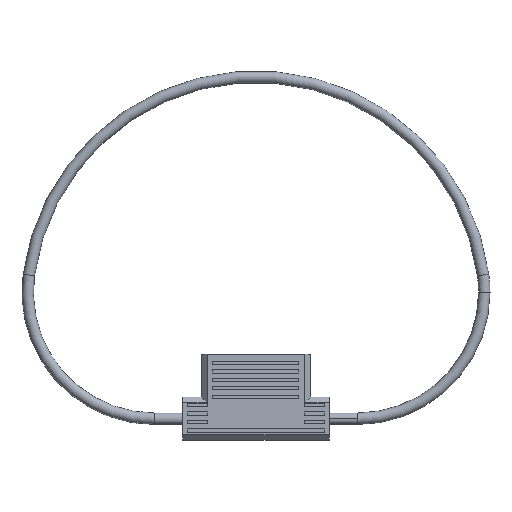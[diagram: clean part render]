
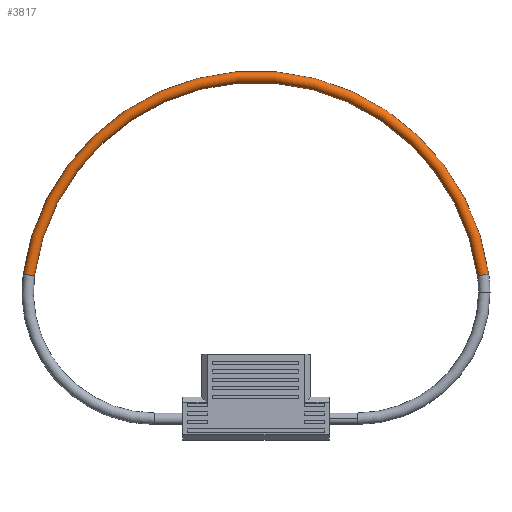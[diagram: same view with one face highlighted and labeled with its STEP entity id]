
A CAD part, top view. The second image highlights one B-rep face of the part: STEP entity #3817.
In plain terms, the highlighted toroidal (fillet/blend) face has major radius 40.62 mm and minor radius 1.015 mm.
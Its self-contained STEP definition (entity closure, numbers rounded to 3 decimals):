
#6 = DIRECTION ( 'NONE',  ( 0., 0., -1. ) ) ;
#13 = EDGE_CURVE ( 'NONE', #1853, #2969, #1499, .T. ) ;
#62 = CARTESIAN_POINT ( 'NONE',  ( 41.254, 25.623, 0. ) ) ;
#365 = CARTESIAN_POINT ( 'NONE',  ( 0., 20., 0. ) ) ;
#420 = AXIS2_PLACEMENT_3D ( 'NONE', #3266, #3978, #1812 ) ;
#500 = EDGE_LOOP ( 'NONE', ( #2693, #3937, #4566, #3733 ) ) ;
#561 = AXIS2_PLACEMENT_3D ( 'NONE', #4388, #2227, #6 ) ;
#842 = CIRCLE ( 'NONE', #561, 1.015 ) ;
#883 = EDGE_CURVE ( 'NONE', #2691, #2969, #4266, .T. ) ;
#1384 = CIRCLE ( 'NONE', #3197, 39.605 ) ;
#1499 = CIRCLE ( 'NONE', #1677, 41.635 ) ;
#1651 = DIRECTION ( 'NONE',  ( 0., 0., 1. ) ) ;
#1677 = AXIS2_PLACEMENT_3D ( 'NONE', #365, #2901, #3255 ) ;
#1768 = CARTESIAN_POINT ( 'NONE',  ( -41.254, 25.623, 0. ) ) ;
#1812 = DIRECTION ( 'NONE',  ( 1., 0., 0. ) ) ;
#1853 = VERTEX_POINT ( 'NONE', #62 ) ;
#1895 = EDGE_CURVE ( 'NONE', #3308, #1853, #842, .T. ) ;
#2115 = AXIS2_PLACEMENT_3D ( 'NONE', #2502, #4627, #4272 ) ;
#2227 = DIRECTION ( 'NONE',  ( -0.135, 0.991, 0. ) ) ;
#2352 = FACE_OUTER_BOUND ( 'NONE', #500, .T. ) ;
#2395 = DIRECTION ( 'NONE',  ( 1., 0., 0. ) ) ;
#2502 = CARTESIAN_POINT ( 'NONE',  ( -40.248, 25.486, 0. ) ) ;
#2691 = VERTEX_POINT ( 'NONE', #4493 ) ;
#2693 = ORIENTED_EDGE ( 'NONE', *, *, #1895, .T. ) ;
#2722 = CARTESIAN_POINT ( 'NONE',  ( 0., 20., 0. ) ) ;
#2816 = EDGE_CURVE ( 'NONE', #3308, #2691, #1384, .T. ) ;
#2901 = DIRECTION ( 'NONE',  ( 0., 0., 1. ) ) ;
#2969 = VERTEX_POINT ( 'NONE', #1768 ) ;
#3197 = AXIS2_PLACEMENT_3D ( 'NONE', #2722, #1651, #2395 ) ;
#3255 = DIRECTION ( 'NONE',  ( 1., 0., 0. ) ) ;
#3266 = CARTESIAN_POINT ( 'NONE',  ( 0., 20., 0. ) ) ;
#3308 = VERTEX_POINT ( 'NONE', #3371 ) ;
#3371 = CARTESIAN_POINT ( 'NONE',  ( 39.242, 25.349, 0. ) ) ;
#3688 = TOROIDAL_SURFACE ( 'NONE', #420, 40.62, 1.015 ) ;
#3733 = ORIENTED_EDGE ( 'NONE', *, *, #2816, .F. ) ;
#3817 = ADVANCED_FACE ( 'NONE', ( #2352 ), #3688, .T. ) ;
#3937 = ORIENTED_EDGE ( 'NONE', *, *, #13, .T. ) ;
#3978 = DIRECTION ( 'NONE',  ( 0., 0., 1. ) ) ;
#4266 = CIRCLE ( 'NONE', #2115, 1.015 ) ;
#4272 = DIRECTION ( 'NONE',  ( 0., 0., -1. ) ) ;
#4388 = CARTESIAN_POINT ( 'NONE',  ( 40.248, 25.486, 0. ) ) ;
#4493 = CARTESIAN_POINT ( 'NONE',  ( -39.242, 25.349, 0. ) ) ;
#4566 = ORIENTED_EDGE ( 'NONE', *, *, #883, .F. ) ;
#4627 = DIRECTION ( 'NONE',  ( -0.135, -0.991, 0. ) ) ;
